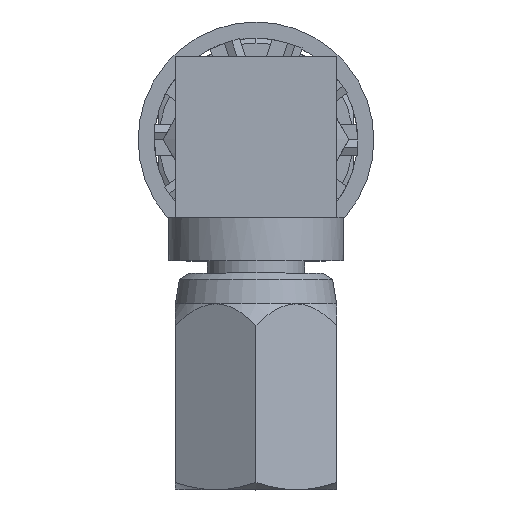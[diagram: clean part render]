
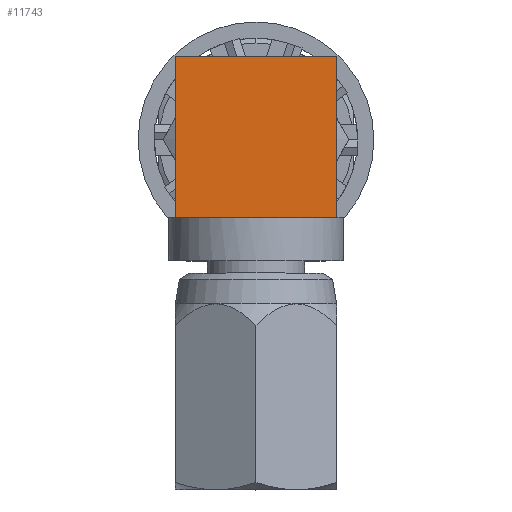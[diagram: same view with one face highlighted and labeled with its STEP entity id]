
A CAD part, top view. The second image highlights one B-rep face of the part: STEP entity #11743.
In plain terms, the highlighted face is planar.
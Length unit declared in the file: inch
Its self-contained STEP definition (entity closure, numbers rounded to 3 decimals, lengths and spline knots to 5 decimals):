
#11 = FACE_OUTER_BOUND ( 'NONE', #10568, .T. ) ;
#209 = ORIENTED_EDGE ( 'NONE', *, *, #8391, .F. ) ;
#579 = LINE ( 'NONE', #4543, #9450 ) ;
#754 = CARTESIAN_POINT ( 'NONE',  ( 0.078, 0.078, -0.17373 ) ) ;
#930 = ORIENTED_EDGE ( 'NONE', *, *, #1785, .F. ) ;
#1304 = ORIENTED_EDGE ( 'NONE', *, *, #6478, .F. ) ;
#1430 = CARTESIAN_POINT ( 'NONE',  ( 0.078, 0.078, -0.32973 ) ) ;
#1717 = DIRECTION ( 'NONE',  ( -1., 0., 0. ) ) ;
#1785 = EDGE_CURVE ( 'NONE', #6456, #11268, #10427, .T. ) ;
#2177 = ORIENTED_EDGE ( 'NONE', *, *, #8769, .T. ) ;
#2413 = EDGE_CURVE ( 'NONE', #5495, #11268, #579, .T. ) ;
#2720 = CARTESIAN_POINT ( 'NONE',  ( 0.078, 0.078, -0.17373 ) ) ;
#2952 = CARTESIAN_POINT ( 'NONE',  ( 0.078, 0.078, -0.17373 ) ) ;
#3426 = VECTOR ( 'NONE', #1717, 39.37008 ) ;
#3939 = VECTOR ( 'NONE', #5332, 39.37008 ) ;
#4099 = CARTESIAN_POINT ( 'NONE',  ( 0.03378, 0.078, -0.17373 ) ) ;
#4327 = ORIENTED_EDGE ( 'NONE', *, *, #8497, .F. ) ;
#4543 = CARTESIAN_POINT ( 'NONE',  ( -0.078, 0.078, -0.17373 ) ) ;
#5332 = DIRECTION ( 'NONE',  ( -1., 0., 0. ) ) ;
#5495 = VERTEX_POINT ( 'NONE', #5623 ) ;
#5623 = CARTESIAN_POINT ( 'NONE',  ( -0.078, 0.078, -0.32973 ) ) ;
#6246 = DIRECTION ( 'NONE',  ( -1., 0., 0. ) ) ;
#6456 = VERTEX_POINT ( 'NONE', #9560 ) ;
#6466 = DIRECTION ( 'NONE',  ( -1., 0., 0. ) ) ;
#6478 = EDGE_CURVE ( 'NONE', #11820, #6456, #11434, .T. ) ;
#6519 = CARTESIAN_POINT ( 'NONE',  ( 0.078, 0.078, -0.17373 ) ) ;
#6675 = VERTEX_POINT ( 'NONE', #1430 ) ;
#7337 = CARTESIAN_POINT ( 'NONE',  ( 0.078, 0.078, -0.17373 ) ) ;
#7400 = CARTESIAN_POINT ( 'NONE',  ( 0.078, 0.078, -0.32973 ) ) ;
#7753 = VECTOR ( 'NONE', #6246, 39.37008 ) ;
#7789 = CARTESIAN_POINT ( 'NONE',  ( -0.078, 0.078, -0.17373 ) ) ;
#7934 = CARTESIAN_POINT ( 'NONE',  ( 0.078, 0.078, -0.17373 ) ) ;
#8169 = VECTOR ( 'NONE', #11507, 39.37008 ) ;
#8327 = DIRECTION ( 'NONE',  ( 0., 0., 1. ) ) ;
#8391 = EDGE_CURVE ( 'NONE', #11568, #11820, #10178, .T. ) ;
#8497 = EDGE_CURVE ( 'NONE', #6675, #11568, #11629, .T. ) ;
#8769 = EDGE_CURVE ( 'NONE', #6675, #5495, #10154, .T. ) ;
#9450 = VECTOR ( 'NONE', #8327, 39.37008 ) ;
#9560 = CARTESIAN_POINT ( 'NONE',  ( -0.03378, 0.078, -0.17373 ) ) ;
#9617 = DIRECTION ( 'NONE',  ( 0., 0., -1. ) ) ;
#10154 = LINE ( 'NONE', #7400, #3939 ) ;
#10178 = LINE ( 'NONE', #7934, #7753 ) ;
#10427 = LINE ( 'NONE', #754, #3426 ) ;
#10568 = EDGE_LOOP ( 'NONE', ( #11576, #930, #1304, #209, #4327, #2177 ) ) ;
#10810 = AXIS2_PLACEMENT_3D ( 'NONE', #2952, #12515, #9617 ) ;
#11268 = VERTEX_POINT ( 'NONE', #7789 ) ;
#11434 = LINE ( 'NONE', #6519, #11979 ) ;
#11507 = DIRECTION ( 'NONE',  ( 0., 0., 1. ) ) ;
#11568 = VERTEX_POINT ( 'NONE', #7337 ) ;
#11576 = ORIENTED_EDGE ( 'NONE', *, *, #2413, .T. ) ;
#11629 = LINE ( 'NONE', #2720, #8169 ) ;
#11676 = PLANE ( 'NONE',  #10810 ) ;
#11743 = ADVANCED_FACE ( 'NONE', ( #11 ), #11676, .F. ) ;
#11820 = VERTEX_POINT ( 'NONE', #4099 ) ;
#11979 = VECTOR ( 'NONE', #6466, 39.37008 ) ;
#12515 = DIRECTION ( 'NONE',  ( 0., -1., 0. ) ) ;
